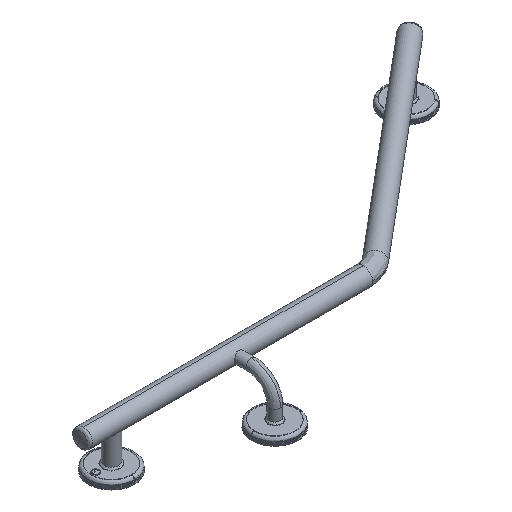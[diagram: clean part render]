
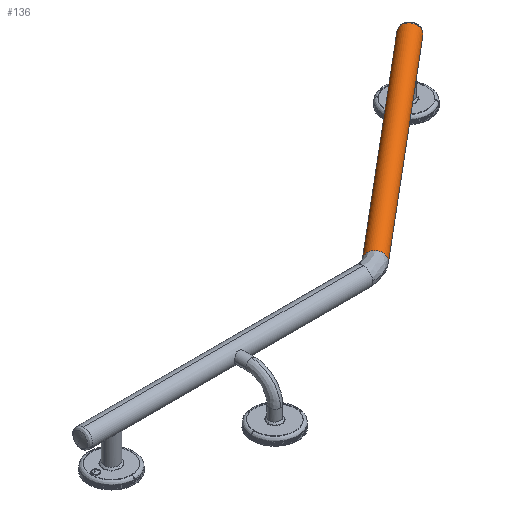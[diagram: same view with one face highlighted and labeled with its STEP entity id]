
A CAD part, isometric view. The second image highlights one B-rep face of the part: STEP entity #136.
In plain terms, the highlighted cylindrical face has radius 15.9 mm (diameter 31.8 mm), a partial arc.
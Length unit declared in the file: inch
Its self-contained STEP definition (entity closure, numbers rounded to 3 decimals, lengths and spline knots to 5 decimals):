
#136=ADVANCED_FACE('',(#482),#6027,.T.);
#482=FACE_OUTER_BOUND('',#849,.T.);
#849=EDGE_LOOP('',(#1529,#1530,#1531,#1532,#1533));
#1529=ORIENTED_EDGE('',*,*,#4065,.T.);
#1530=ORIENTED_EDGE('',*,*,#3255,.T.);
#1531=ORIENTED_EDGE('',*,*,#3507,.F.);
#1532=ORIENTED_EDGE('',*,*,#3512,.T.);
#1533=ORIENTED_EDGE('',*,*,#3505,.T.);
#3255=EDGE_CURVE('',#5279,#5275,#4730,.T.);
#3505=EDGE_CURVE('',#5253,#5518,#4353,.T.);
#3507=EDGE_CURVE('',#5254,#5275,#4354,.T.);
#3512=EDGE_CURVE('',#5254,#5253,#4867,.T.);
#4065=EDGE_CURVE('',#5518,#5279,#5170,.T.);
#4353=B_SPLINE_CURVE_WITH_KNOTS('',1,(#16643,#16644),.UNSPECIFIED.,.F.,
 .F.,(2,2),(0.,18.87693),.UNSPECIFIED.);
#4354=B_SPLINE_CURVE_WITH_KNOTS('',1,(#16648,#16649),.UNSPECIFIED.,.F.,
 .F.,(2,2),(0.,18.87693),.UNSPECIFIED.);
#4730=(
BOUNDED_CURVE()
B_SPLINE_CURVE(2,(#15588,#15589,#15590),.UNSPECIFIED.,.F.,.F.)
B_SPLINE_CURVE_WITH_KNOTS((3,3),(0.,0.98329),.UNSPECIFIED.)
CURVE()
GEOMETRIC_REPRESENTATION_ITEM()
RATIONAL_B_SPLINE_CURVE((1.,0.707,1.))
REPRESENTATION_ITEM('')
);
#4867=(
BOUNDED_CURVE()
B_SPLINE_CURVE(2,(#16801,#16802,#16803,#16804,#16805),.UNSPECIFIED.,.F.,
 .F.)
B_SPLINE_CURVE_WITH_KNOTS((3,2,3),(0.,0.98329,1.96659),
 .UNSPECIFIED.)
CURVE()
GEOMETRIC_REPRESENTATION_ITEM()
RATIONAL_B_SPLINE_CURVE((1.,0.707,1.,0.707,1.))
REPRESENTATION_ITEM('')
);
#5170=(
BOUNDED_CURVE()
B_SPLINE_CURVE(2,(#19028,#19029,#19030),.UNSPECIFIED.,.F.,.F.)
B_SPLINE_CURVE_WITH_KNOTS((3,3),(0.,0.98329),.UNSPECIFIED.)
CURVE()
GEOMETRIC_REPRESENTATION_ITEM()
RATIONAL_B_SPLINE_CURVE((1.,0.707,1.))
REPRESENTATION_ITEM('')
);
#5253=VERTEX_POINT('',#14815);
#5254=VERTEX_POINT('',#14816);
#5275=VERTEX_POINT('',#14837);
#5279=VERTEX_POINT('',#14841);
#5518=VERTEX_POINT('',#15080);
#6027=CYLINDRICAL_SURFACE('',#6304,0.62598);
#6304=AXIS2_PLACEMENT_3D('',#8006,#6471,$);
#6471=DIRECTION('',(-0.766,-0.643,0.));
#8006=CARTESIAN_POINT('',(10.15064,3.73475,-2.9064));
#14815=CARTESIAN_POINT('',(3.32273,-2.81171,-2.9064));
#14816=CARTESIAN_POINT('',(2.51798,-1.85265,-2.9064));
#14837=CARTESIAN_POINT('',(16.97854,10.2812,-2.9064));
#14841=CARTESIAN_POINT('',(17.38092,9.80167,-2.28042));
#15080=CARTESIAN_POINT('',(17.78329,9.32214,-2.9064));
#15588=CARTESIAN_POINT('',(17.38092,9.80167,-2.28042));
#15589=CARTESIAN_POINT('',(16.97854,10.2812,-2.28042));
#15590=CARTESIAN_POINT('',(16.97854,10.2812,-2.9064));
#16643=CARTESIAN_POINT('',(3.32273,-2.81171,-2.9064));
#16644=CARTESIAN_POINT('',(17.78329,9.32214,-2.9064));
#16648=CARTESIAN_POINT('',(2.51798,-1.85265,-2.9064));
#16649=CARTESIAN_POINT('',(16.97854,10.2812,-2.9064));
#16801=CARTESIAN_POINT('',(2.51798,-1.85265,-2.9064));
#16802=CARTESIAN_POINT('',(2.51798,-1.85265,-2.28042));
#16803=CARTESIAN_POINT('',(2.92035,-2.33218,-2.28042));
#16804=CARTESIAN_POINT('',(3.32273,-2.81171,-2.28042));
#16805=CARTESIAN_POINT('',(3.32273,-2.81171,-2.9064));
#19028=CARTESIAN_POINT('',(17.78329,9.32214,-2.9064));
#19029=CARTESIAN_POINT('',(17.78329,9.32214,-2.28042));
#19030=CARTESIAN_POINT('',(17.38092,9.80167,-2.28042));
